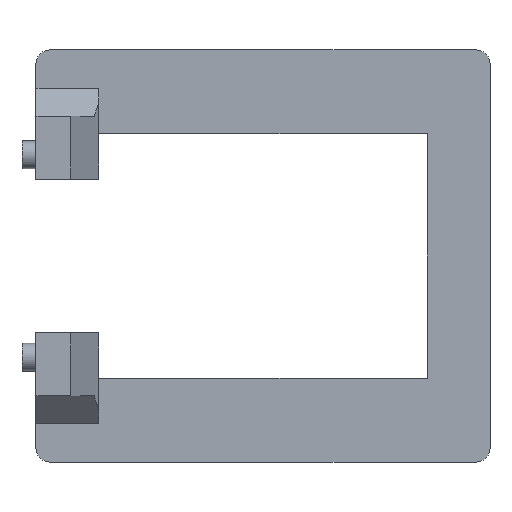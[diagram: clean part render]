
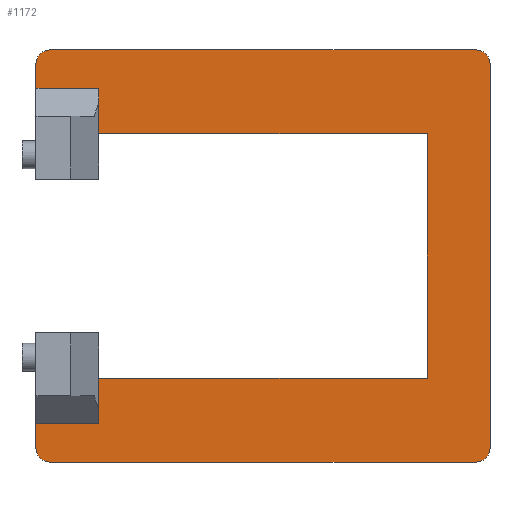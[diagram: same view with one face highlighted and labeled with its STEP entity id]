
A CAD part, front view. The second image highlights one B-rep face of the part: STEP entity #1172.
In plain terms, the highlighted planar face has unit normal (0, -1, 0).
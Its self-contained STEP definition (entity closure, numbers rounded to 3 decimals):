
#54=PLANE('',#1313);
#116=FACE_OUTER_BOUND('',#202,.T.);
#202=EDGE_LOOP('',(#950,#951,#952,#953,#954,#955,#956,#957,#958,#959,#960,
#961,#962,#963,#964,#965));
#259=LINE('',#1803,#359);
#265=LINE('',#1819,#365);
#285=LINE('',#1917,#385);
#296=LINE('',#1938,#396);
#298=LINE('',#1943,#398);
#301=LINE('',#1949,#401);
#302=LINE('',#1951,#402);
#303=LINE('',#1953,#403);
#304=LINE('',#1955,#404);
#305=LINE('',#1957,#405);
#306=LINE('',#1958,#406);
#307=LINE('',#1959,#407);
#359=VECTOR('',#1438,10.);
#365=VECTOR('',#1454,10.);
#385=VECTOR('',#1568,10.);
#396=VECTOR('',#1581,10.);
#398=VECTOR('',#1585,10.);
#401=VECTOR('',#1590,10.);
#402=VECTOR('',#1591,10.);
#403=VECTOR('',#1592,10.);
#404=VECTOR('',#1593,10.);
#405=VECTOR('',#1594,10.);
#406=VECTOR('',#1595,10.);
#407=VECTOR('',#1596,10.);
#461=CIRCLE('',#1256,2.);
#463=CIRCLE('',#1260,2.);
#465=CIRCLE('',#1265,2.);
#471=CIRCLE('',#1275,2.);
#529=VERTEX_POINT('',#1793);
#530=VERTEX_POINT('',#1794);
#533=VERTEX_POINT('',#1802);
#535=VERTEX_POINT('',#1808);
#537=VERTEX_POINT('',#1817);
#538=VERTEX_POINT('',#1818);
#541=VERTEX_POINT('',#1826);
#551=VERTEX_POINT('',#1853);
#569=VERTEX_POINT('',#1916);
#578=VERTEX_POINT('',#1936);
#579=VERTEX_POINT('',#1940);
#582=VERTEX_POINT('',#1948);
#583=VERTEX_POINT('',#1950);
#584=VERTEX_POINT('',#1952);
#585=VERTEX_POINT('',#1954);
#586=VERTEX_POINT('',#1956);
#645=EDGE_CURVE('',#529,#530,#461,.T.);
#649=EDGE_CURVE('',#530,#533,#259,.T.);
#652=EDGE_CURVE('',#533,#535,#463,.T.);
#657=EDGE_CURVE('',#537,#538,#265,.T.);
#661=EDGE_CURVE('',#538,#541,#465,.T.);
#674=EDGE_CURVE('',#551,#537,#471,.T.);
#705=EDGE_CURVE('',#569,#551,#285,.T.);
#716=EDGE_CURVE('',#535,#578,#296,.T.);
#718=EDGE_CURVE('',#579,#578,#298,.T.);
#721=EDGE_CURVE('',#579,#582,#301,.T.);
#722=EDGE_CURVE('',#582,#583,#302,.T.);
#723=EDGE_CURVE('',#583,#584,#303,.T.);
#724=EDGE_CURVE('',#584,#585,#304,.T.);
#725=EDGE_CURVE('',#585,#586,#305,.T.);
#726=EDGE_CURVE('',#569,#586,#306,.T.);
#727=EDGE_CURVE('',#541,#529,#307,.T.);
#950=ORIENTED_EDGE('',*,*,#718,.F.);
#951=ORIENTED_EDGE('',*,*,#721,.T.);
#952=ORIENTED_EDGE('',*,*,#722,.T.);
#953=ORIENTED_EDGE('',*,*,#723,.T.);
#954=ORIENTED_EDGE('',*,*,#724,.T.);
#955=ORIENTED_EDGE('',*,*,#725,.T.);
#956=ORIENTED_EDGE('',*,*,#726,.F.);
#957=ORIENTED_EDGE('',*,*,#705,.T.);
#958=ORIENTED_EDGE('',*,*,#674,.T.);
#959=ORIENTED_EDGE('',*,*,#657,.T.);
#960=ORIENTED_EDGE('',*,*,#661,.T.);
#961=ORIENTED_EDGE('',*,*,#727,.T.);
#962=ORIENTED_EDGE('',*,*,#645,.T.);
#963=ORIENTED_EDGE('',*,*,#649,.T.);
#964=ORIENTED_EDGE('',*,*,#652,.T.);
#965=ORIENTED_EDGE('',*,*,#716,.T.);
#1172=ADVANCED_FACE('',(#116),#54,.T.);
#1256=AXIS2_PLACEMENT_3D('',#1795,#1430,#1431);
#1260=AXIS2_PLACEMENT_3D('',#1809,#1443,#1444);
#1265=AXIS2_PLACEMENT_3D('',#1827,#1460,#1461);
#1275=AXIS2_PLACEMENT_3D('',#1854,#1487,#1488);
#1313=AXIS2_PLACEMENT_3D('',#1947,#1588,#1589);
#1430=DIRECTION('center_axis',(0.,-1.,0.));
#1431=DIRECTION('ref_axis',(1.,0.,0.));
#1438=DIRECTION('',(-1.,0.,0.));
#1443=DIRECTION('center_axis',(0.,-1.,0.));
#1444=DIRECTION('ref_axis',(0.,0.,1.));
#1454=DIRECTION('',(1.,0.,0.));
#1460=DIRECTION('center_axis',(0.,-1.,0.));
#1461=DIRECTION('ref_axis',(0.,0.,-1.));
#1487=DIRECTION('center_axis',(0.,-1.,0.));
#1488=DIRECTION('ref_axis',(-1.,0.,0.));
#1568=DIRECTION('',(0.,0.,-1.));
#1581=DIRECTION('',(0.,0.,-1.));
#1585=DIRECTION('',(-1.,0.,0.));
#1588=DIRECTION('center_axis',(0.,-1.,0.));
#1589=DIRECTION('ref_axis',(0.,0.,-1.));
#1590=DIRECTION('',(0.,0.,-1.));
#1591=DIRECTION('',(1.,0.,0.));
#1592=DIRECTION('',(0.,0.,-1.));
#1593=DIRECTION('',(-1.,0.,0.));
#1594=DIRECTION('',(0.,0.,-1.));
#1595=DIRECTION('',(1.,0.,0.));
#1596=DIRECTION('',(0.,0.,1.));
#1793=CARTESIAN_POINT('',(32.5,-1.5,27.5));
#1794=CARTESIAN_POINT('',(30.5,-1.5,29.5));
#1795=CARTESIAN_POINT('Origin',(30.5,-1.5,27.5));
#1802=CARTESIAN_POINT('',(-30.5,-1.5,29.5));
#1803=CARTESIAN_POINT('',(30.5,-1.5,29.5));
#1808=CARTESIAN_POINT('',(-32.5,-1.5,27.5));
#1809=CARTESIAN_POINT('Origin',(-30.5,-1.5,27.5));
#1817=CARTESIAN_POINT('',(-30.5,-1.5,-29.5));
#1818=CARTESIAN_POINT('',(30.5,-1.5,-29.5));
#1819=CARTESIAN_POINT('',(-30.5,-1.5,-29.5));
#1826=CARTESIAN_POINT('',(32.5,-1.5,-27.5));
#1827=CARTESIAN_POINT('Origin',(30.5,-1.5,-27.5));
#1853=CARTESIAN_POINT('',(-32.5,-1.5,-27.5));
#1854=CARTESIAN_POINT('Origin',(-30.5,-1.5,-27.5));
#1916=CARTESIAN_POINT('',(-32.5,-1.5,-24.));
#1917=CARTESIAN_POINT('',(-32.5,-1.5,-28.));
#1936=CARTESIAN_POINT('',(-32.5,-1.5,24.));
#1938=CARTESIAN_POINT('',(-32.5,-1.5,-28.));
#1940=CARTESIAN_POINT('',(-23.5,-1.5,24.));
#1943=CARTESIAN_POINT('',(-11.75,-1.5,24.));
#1947=CARTESIAN_POINT('Origin',(0.,-1.5,0.));
#1948=CARTESIAN_POINT('',(-23.5,-1.5,17.5));
#1949=CARTESIAN_POINT('',(-23.5,-1.5,5.5));
#1950=CARTESIAN_POINT('',(23.5,-1.5,17.5));
#1951=CARTESIAN_POINT('',(23.5,-1.5,17.5));
#1952=CARTESIAN_POINT('',(23.5,-1.5,-17.5));
#1953=CARTESIAN_POINT('',(23.5,-1.5,-17.5));
#1954=CARTESIAN_POINT('',(-23.5,-1.5,-17.5));
#1955=CARTESIAN_POINT('',(-23.5,-1.5,-17.5));
#1956=CARTESIAN_POINT('',(-23.5,-1.5,-24.));
#1957=CARTESIAN_POINT('',(-23.5,-1.5,-8.75));
#1958=CARTESIAN_POINT('',(-16.25,-1.5,-24.));
#1959=CARTESIAN_POINT('',(32.5,-1.5,28.));
